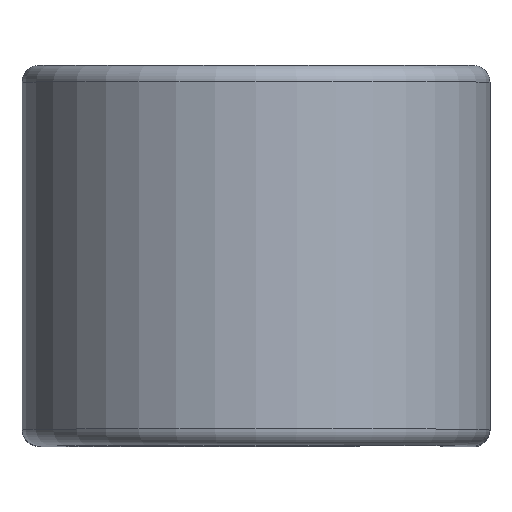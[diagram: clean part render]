
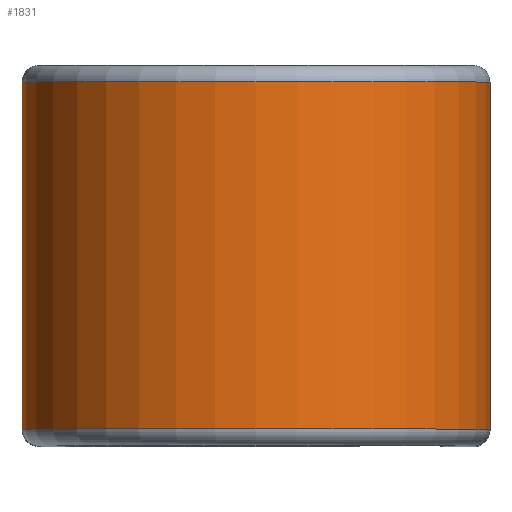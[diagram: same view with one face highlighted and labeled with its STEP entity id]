
A CAD part, top view. The second image highlights one B-rep face of the part: STEP entity #1831.
In plain terms, the highlighted cylindrical face has radius 10.744 mm (diameter 21.488 mm), a partial arc.
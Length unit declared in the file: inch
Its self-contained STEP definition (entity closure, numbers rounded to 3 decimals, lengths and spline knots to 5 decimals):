
#11 = ORIENTED_EDGE ( 'NONE', *, *, #2986, .F. ) ;
#58 = LINE ( 'NONE', #994, #1163 ) ;
#131 = CARTESIAN_POINT ( 'NONE',  ( 0.423, 0.31375, 0.625 ) ) ;
#139 = FACE_OUTER_BOUND ( 'NONE', #838, .T. ) ;
#152 = EDGE_CURVE ( 'NONE', #1617, #2981, #58, .T. ) ;
#183 = DIRECTION ( 'NONE',  ( 0., 1., 0. ) ) ;
#260 = AXIS2_PLACEMENT_3D ( 'NONE', #409, #1577, #1126 ) ;
#410 = EDGE_CURVE ( 'NONE', #1845, #2981, #1592, .T. ) ;
#409 = CARTESIAN_POINT ( 'NONE',  ( 0., 0.3125, 0.625 ) ) ;
#686 = DIRECTION ( 'NONE',  ( 0., -1., 0. ) ) ;
#778 = DIRECTION ( 'NONE',  ( 0., -1., 0. ) ) ;
#838 = EDGE_LOOP ( 'NONE', ( #1211, #2825, #1173, #11 ) ) ;
#994 = CARTESIAN_POINT ( 'NONE',  ( -0.423, 0.31375, 0.625 ) ) ;
#1051 = CARTESIAN_POINT ( 'NONE',  ( -0.423, -0.31375, 0.625 ) ) ;
#1126 = DIRECTION ( 'NONE',  ( 0., 0., -1. ) ) ;
#1163 = VECTOR ( 'NONE', #183, 39.37008 ) ;
#1172 = CARTESIAN_POINT ( 'NONE',  ( 0.423, -0.31375, 0.625 ) ) ;
#1173 = ORIENTED_EDGE ( 'NONE', *, *, #152, .F. ) ;
#1211 = ORIENTED_EDGE ( 'NONE', *, *, #2752, .T. ) ;
#1217 = CIRCLE ( 'NONE', #1569, 0.423 ) ;
#1285 = DIRECTION ( 'NONE',  ( 0., 1., 0. ) ) ;
#1569 = AXIS2_PLACEMENT_3D ( 'NONE', #2070, #686, #2311 ) ;
#1577 = DIRECTION ( 'NONE',  ( 0., -1., 0. ) ) ;
#1592 = CIRCLE ( 'NONE', #2923, 0.423 ) ;
#1601 = CARTESIAN_POINT ( 'NONE',  ( 0.423, 0.31375, 0.625 ) ) ;
#1605 = CARTESIAN_POINT ( 'NONE',  ( -0.423, 0.31375, 0.625 ) ) ;
#1617 = VERTEX_POINT ( 'NONE', #1051 ) ;
#1794 = LINE ( 'NONE', #131, #2886 ) ;
#1831 = ADVANCED_FACE ( 'NONE', ( #139 ), #1976, .T. ) ;
#1845 = VERTEX_POINT ( 'NONE', #1601 ) ;
#1944 = VERTEX_POINT ( 'NONE', #1172 ) ;
#1976 = CYLINDRICAL_SURFACE ( 'NONE', #260, 0.423 ) ;
#2070 = CARTESIAN_POINT ( 'NONE',  ( 0., -0.31375, 0.625 ) ) ;
#2172 = CARTESIAN_POINT ( 'NONE',  ( 0., 0.31375, 0.625 ) ) ;
#2311 = DIRECTION ( 'NONE',  ( 0., 0., -1. ) ) ;
#2399 = DIRECTION ( 'NONE',  ( 0., 0., -1. ) ) ;
#2752 = EDGE_CURVE ( 'NONE', #1944, #1845, #1794, .T. ) ;
#2825 = ORIENTED_EDGE ( 'NONE', *, *, #410, .T. ) ;
#2886 = VECTOR ( 'NONE', #1285, 39.37008 ) ;
#2923 = AXIS2_PLACEMENT_3D ( 'NONE', #2172, #778, #2399 ) ;
#2981 = VERTEX_POINT ( 'NONE', #1605 ) ;
#2986 = EDGE_CURVE ( 'NONE', #1944, #1617, #1217, .T. ) ;
